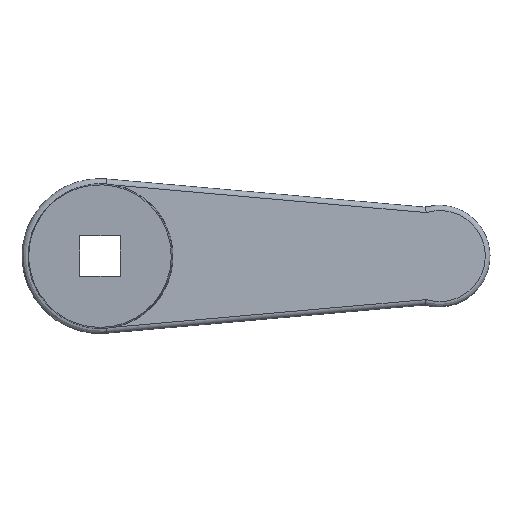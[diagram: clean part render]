
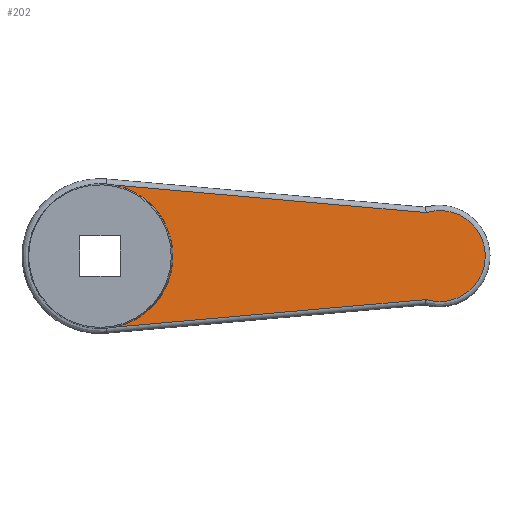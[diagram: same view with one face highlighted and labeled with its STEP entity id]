
A CAD part, front view. The second image highlights one B-rep face of the part: STEP entity #202.
In plain terms, the highlighted planar face has unit normal (0.13, -0.992, 0).
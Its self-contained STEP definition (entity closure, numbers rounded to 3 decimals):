
#141=ELLIPSE('',#671,6.769,6.711);
#142=ELLIPSE('',#672,10.759,10.667);
#154=LINE('',#893,#179);
#155=LINE('',#897,#180);
#179=VECTOR('',#744,1.);
#180=VECTOR('',#747,1.);
#202=ADVANCED_FACE('',(#273),#238,.F.);
#238=PLANE('',#673);
#273=FACE_OUTER_BOUND('',#307,.T.);
#307=EDGE_LOOP('',(#361,#362,#363,#364));
#361=ORIENTED_EDGE('',*,*,#574,.T.);
#362=ORIENTED_EDGE('',*,*,#575,.T.);
#363=ORIENTED_EDGE('',*,*,#576,.F.);
#364=ORIENTED_EDGE('',*,*,#577,.T.);
#517=VERTEX_POINT('',#891);
#518=VERTEX_POINT('',#892);
#519=VERTEX_POINT('',#894);
#520=VERTEX_POINT('',#896);
#574=EDGE_CURVE('',#517,#518,#141,.T.);
#575=EDGE_CURVE('',#518,#519,#154,.T.);
#576=EDGE_CURVE('',#520,#519,#142,.T.);
#577=EDGE_CURVE('',#520,#517,#155,.T.);
#671=AXIS2_PLACEMENT_3D('',#890,#742,#743);
#672=AXIS2_PLACEMENT_3D('',#895,#745,#746);
#673=AXIS2_PLACEMENT_3D('',#898,#748,#749);
#742=DIRECTION('',(0.13,-0.991,0.));
#743=DIRECTION('',(-0.991,-0.13,0.));
#744=DIRECTION('',(-0.988,-0.13,0.087));
#745=DIRECTION('',(0.13,-0.991,0.));
#746=DIRECTION('',(0.991,0.13,0.));
#747=DIRECTION('',(0.988,0.13,0.087));
#748=DIRECTION('',(-0.13,0.991,0.));
#749=DIRECTION('',(-0.991,-0.13,0.));
#890=CARTESIAN_POINT('',(120.043,43.953,0.));
#891=CARTESIAN_POINT('',(118.038,43.689,-6.405));
#892=CARTESIAN_POINT('',(118.038,43.689,6.405));
#893=CARTESIAN_POINT('',(70.843,37.49,10.573));
#894=CARTESIAN_POINT('',(72.242,37.674,10.449));
#895=CARTESIAN_POINT('',(70.098,37.392,0.));
#896=CARTESIAN_POINT('',(72.242,37.674,-10.449));
#897=CARTESIAN_POINT('',(117.745,43.651,-6.43));
#898=CARTESIAN_POINT('',(126.567,44.81,-90.));
